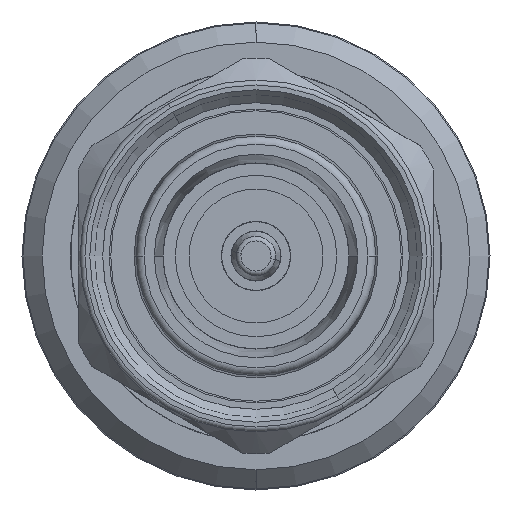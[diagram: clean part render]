
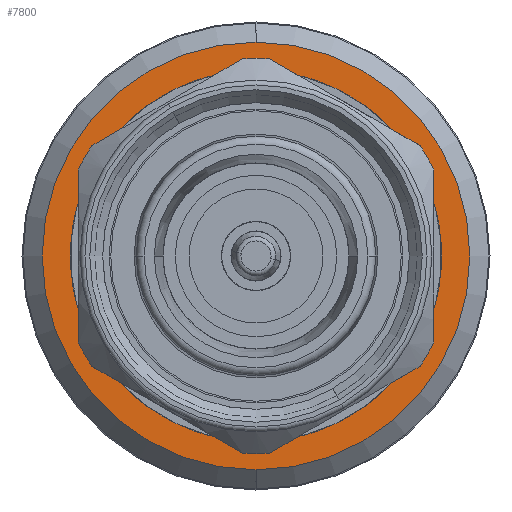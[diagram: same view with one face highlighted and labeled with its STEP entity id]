
A CAD part, left-side view. The second image highlights one B-rep face of the part: STEP entity #7800.
In plain terms, the highlighted face is planar.
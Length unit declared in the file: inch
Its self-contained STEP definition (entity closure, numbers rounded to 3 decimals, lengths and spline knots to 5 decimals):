
#83 = CIRCLE ( 'NONE', #8015, 0.45276 ) ;
#121 = VERTEX_POINT ( 'NONE', #2610 ) ;
#374 = DIRECTION ( 'NONE',  ( 0., 0., -1. ) ) ;
#778 = CARTESIAN_POINT ( 'NONE',  ( 0.35433, 0., -0.45276 ) ) ;
#830 = DIRECTION ( 'NONE',  ( 0., 0., -1. ) ) ;
#1251 = DIRECTION ( 'NONE',  ( 0., 1., 0. ) ) ;
#1270 = DIRECTION ( 'NONE',  ( 0., 0., 1. ) ) ;
#1605 = VERTEX_POINT ( 'NONE', #11068 ) ;
#1646 = DIRECTION ( 'NONE',  ( 1., 0., 0. ) ) ;
#2108 = EDGE_CURVE ( 'NONE', #6604, #3228, #7219, .T. ) ;
#2610 = CARTESIAN_POINT ( 'NONE',  ( 0.35433, 0., -0.52165 ) ) ;
#2869 = PLANE ( 'NONE',  #9505 ) ;
#3228 = VERTEX_POINT ( 'NONE', #778 ) ;
#4769 = ORIENTED_EDGE ( 'NONE', *, *, #5587, .F. ) ;
#4824 = CARTESIAN_POINT ( 'NONE',  ( 0.35433, 0., 0. ) ) ;
#5328 = CARTESIAN_POINT ( 'NONE',  ( 0.35433, 0., 0. ) ) ;
#5471 = CARTESIAN_POINT ( 'NONE',  ( 0.35433, 0., 0. ) ) ;
#5505 = DIRECTION ( 'NONE',  ( -1., 0., 0. ) ) ;
#5584 = DIRECTION ( 'NONE',  ( 1., 0., 0. ) ) ;
#5587 = EDGE_CURVE ( 'NONE', #3228, #6604, #83, .T. ) ;
#5772 = AXIS2_PLACEMENT_3D ( 'NONE', #4824, #7418, #374 ) ;
#5784 = EDGE_CURVE ( 'NONE', #121, #1605, #7087, .T. ) ;
#5897 = AXIS2_PLACEMENT_3D ( 'NONE', #10881, #5505, #6254 ) ;
#6183 = AXIS2_PLACEMENT_3D ( 'NONE', #5328, #6525, #1270 ) ;
#6254 = DIRECTION ( 'NONE',  ( 0., 0., 1. ) ) ;
#6525 = DIRECTION ( 'NONE',  ( -1., 0., 0. ) ) ;
#6604 = VERTEX_POINT ( 'NONE', #10719 ) ;
#6847 = EDGE_CURVE ( 'NONE', #1605, #121, #10495, .T. ) ;
#6989 = CARTESIAN_POINT ( 'NONE',  ( 0.35433, 0., 0. ) ) ;
#7087 = CIRCLE ( 'NONE', #6183, 0.52165 ) ;
#7219 = CIRCLE ( 'NONE', #5772, 0.45276 ) ;
#7418 = DIRECTION ( 'NONE',  ( 1., 0., 0. ) ) ;
#7800 = ADVANCED_FACE ( 'NONE', ( #10963, #8930 ), #2869, .T. ) ;
#8015 = AXIS2_PLACEMENT_3D ( 'NONE', #6989, #1646, #830 ) ;
#8295 = EDGE_LOOP ( 'NONE', ( #4769, #11059 ) ) ;
#8930 = FACE_BOUND ( 'NONE', #8295, .T. ) ;
#9405 = ORIENTED_EDGE ( 'NONE', *, *, #6847, .F. ) ;
#9448 = ORIENTED_EDGE ( 'NONE', *, *, #5784, .F. ) ;
#9505 = AXIS2_PLACEMENT_3D ( 'NONE', #5471, #5584, #1251 ) ;
#10495 = CIRCLE ( 'NONE', #5897, 0.52165 ) ;
#10719 = CARTESIAN_POINT ( 'NONE',  ( 0.35433, 0., 0.45276 ) ) ;
#10881 = CARTESIAN_POINT ( 'NONE',  ( 0.35433, 0., 0. ) ) ;
#10963 = FACE_OUTER_BOUND ( 'NONE', #11329, .T. ) ;
#11059 = ORIENTED_EDGE ( 'NONE', *, *, #2108, .F. ) ;
#11068 = CARTESIAN_POINT ( 'NONE',  ( 0.35433, 0., 0.52165 ) ) ;
#11329 = EDGE_LOOP ( 'NONE', ( #9448, #9405 ) ) ;
